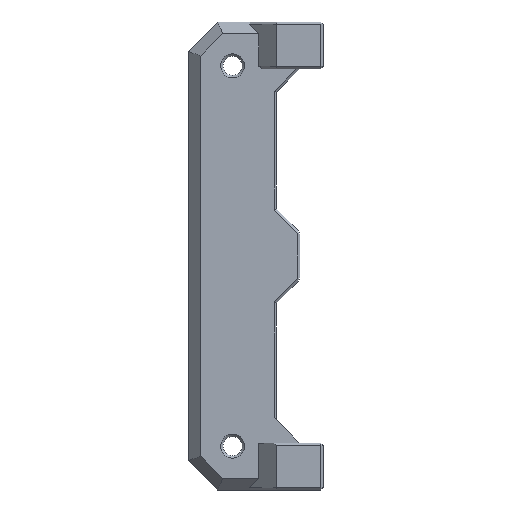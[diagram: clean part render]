
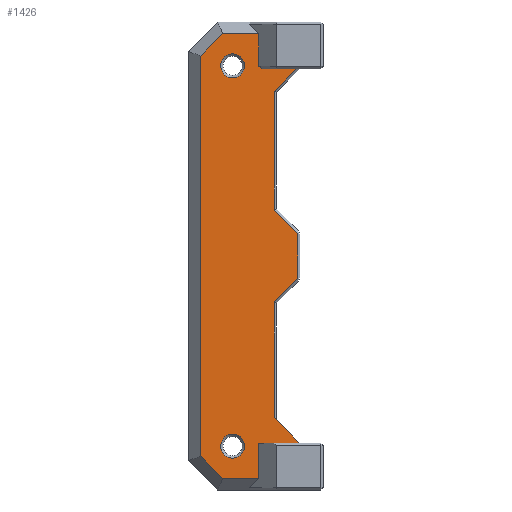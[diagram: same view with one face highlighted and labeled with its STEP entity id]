
A CAD part, front view. The second image highlights one B-rep face of the part: STEP entity #1426.
In plain terms, the highlighted planar face has unit normal (0, -1, 0).
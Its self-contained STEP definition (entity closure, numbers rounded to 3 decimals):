
#25=FACE_BOUND('',#137,.T.);
#26=FACE_BOUND('',#138,.T.);
#31=CIRCLE('',#1529,2.05);
#32=CIRCLE('',#1530,2.05);
#48=FACE_OUTER_BOUND('',#136,.T.);
#136=EDGE_LOOP('',(#952,#953,#954,#955,#956,#957,#958,#959,#960,#961,#962,
#963,#964,#965,#966,#967,#968));
#137=EDGE_LOOP('',(#969));
#138=EDGE_LOOP('',(#970));
#228=LINE('',#2030,#419);
#238=LINE('',#2050,#429);
#241=LINE('',#2056,#432);
#242=LINE('',#2058,#433);
#243=LINE('',#2060,#434);
#244=LINE('',#2062,#435);
#245=LINE('',#2064,#436);
#246=LINE('',#2066,#437);
#247=LINE('',#2068,#438);
#248=LINE('',#2070,#439);
#249=LINE('',#2072,#440);
#250=LINE('',#2074,#441);
#251=LINE('',#2076,#442);
#252=LINE('',#2078,#443);
#253=LINE('',#2080,#444);
#254=LINE('',#2082,#445);
#255=LINE('',#2083,#446);
#419=VECTOR('',#1632,10.);
#429=VECTOR('',#1646,10.);
#432=VECTOR('',#1651,10.);
#433=VECTOR('',#1652,10.);
#434=VECTOR('',#1653,10.);
#435=VECTOR('',#1654,10.);
#436=VECTOR('',#1655,10.);
#437=VECTOR('',#1656,10.);
#438=VECTOR('',#1657,10.);
#439=VECTOR('',#1658,10.);
#440=VECTOR('',#1659,10.);
#441=VECTOR('',#1660,10.);
#442=VECTOR('',#1661,10.);
#443=VECTOR('',#1662,10.);
#444=VECTOR('',#1663,10.);
#445=VECTOR('',#1664,10.);
#446=VECTOR('',#1665,10.);
#610=VERTEX_POINT('',#2027);
#611=VERTEX_POINT('',#2029);
#619=VERTEX_POINT('',#2049);
#621=VERTEX_POINT('',#2055);
#622=VERTEX_POINT('',#2057);
#623=VERTEX_POINT('',#2059);
#624=VERTEX_POINT('',#2061);
#625=VERTEX_POINT('',#2063);
#626=VERTEX_POINT('',#2065);
#627=VERTEX_POINT('',#2067);
#628=VERTEX_POINT('',#2069);
#629=VERTEX_POINT('',#2071);
#630=VERTEX_POINT('',#2073);
#631=VERTEX_POINT('',#2075);
#632=VERTEX_POINT('',#2077);
#633=VERTEX_POINT('',#2079);
#634=VERTEX_POINT('',#2081);
#635=VERTEX_POINT('',#2084);
#636=VERTEX_POINT('',#2086);
#731=EDGE_CURVE('',#610,#611,#228,.T.);
#741=EDGE_CURVE('',#611,#619,#238,.T.);
#744=EDGE_CURVE('',#621,#610,#241,.T.);
#745=EDGE_CURVE('',#622,#621,#242,.T.);
#746=EDGE_CURVE('',#623,#622,#243,.T.);
#747=EDGE_CURVE('',#623,#624,#244,.T.);
#748=EDGE_CURVE('',#625,#624,#245,.F.);
#749=EDGE_CURVE('',#626,#625,#246,.T.);
#750=EDGE_CURVE('',#627,#626,#247,.T.);
#751=EDGE_CURVE('',#628,#627,#248,.T.);
#752=EDGE_CURVE('',#629,#628,#249,.T.);
#753=EDGE_CURVE('',#630,#629,#250,.T.);
#754=EDGE_CURVE('',#631,#630,#251,.T.);
#755=EDGE_CURVE('',#632,#631,#252,.T.);
#756=EDGE_CURVE('',#632,#633,#253,.T.);
#757=EDGE_CURVE('',#634,#633,#254,.T.);
#758=EDGE_CURVE('',#619,#634,#255,.T.);
#759=EDGE_CURVE('',#635,#635,#31,.T.);
#760=EDGE_CURVE('',#636,#636,#32,.T.);
#952=ORIENTED_EDGE('',*,*,#731,.F.);
#953=ORIENTED_EDGE('',*,*,#744,.F.);
#954=ORIENTED_EDGE('',*,*,#745,.F.);
#955=ORIENTED_EDGE('',*,*,#746,.F.);
#956=ORIENTED_EDGE('',*,*,#747,.T.);
#957=ORIENTED_EDGE('',*,*,#748,.F.);
#958=ORIENTED_EDGE('',*,*,#749,.F.);
#959=ORIENTED_EDGE('',*,*,#750,.F.);
#960=ORIENTED_EDGE('',*,*,#751,.F.);
#961=ORIENTED_EDGE('',*,*,#752,.F.);
#962=ORIENTED_EDGE('',*,*,#753,.F.);
#963=ORIENTED_EDGE('',*,*,#754,.F.);
#964=ORIENTED_EDGE('',*,*,#755,.F.);
#965=ORIENTED_EDGE('',*,*,#756,.T.);
#966=ORIENTED_EDGE('',*,*,#757,.F.);
#967=ORIENTED_EDGE('',*,*,#758,.F.);
#968=ORIENTED_EDGE('',*,*,#741,.F.);
#969=ORIENTED_EDGE('',*,*,#759,.F.);
#970=ORIENTED_EDGE('',*,*,#760,.F.);
#1348=PLANE('',#1528);
#1426=ADVANCED_FACE('',(#48,#25,#26),#1348,.T.);
#1528=AXIS2_PLACEMENT_3D('',#2054,#1649,#1650);
#1529=AXIS2_PLACEMENT_3D('',#2085,#1666,#1667);
#1530=AXIS2_PLACEMENT_3D('',#2087,#1668,#1669);
#1632=DIRECTION('',(0.,0.,-1.));
#1646=DIRECTION('',(-0.707,0.,-0.707));
#1649=DIRECTION('center_axis',(0.,-1.,0.));
#1650=DIRECTION('ref_axis',(1.,0.,0.));
#1651=DIRECTION('',(0.707,0.,-0.707));
#1652=DIRECTION('',(0.,0.,-1.));
#1653=DIRECTION('',(-0.707,0.,-0.707));
#1654=DIRECTION('',(-1.,0.,0.));
#1655=DIRECTION('',(-0.816,0.,0.577));
#1656=DIRECTION('',(0.,0.,-1.));
#1657=DIRECTION('',(1.,0.,0.));
#1658=DIRECTION('',(0.707,0.,0.707));
#1659=DIRECTION('',(0.,0.,1.));
#1660=DIRECTION('',(-0.707,0.,0.707));
#1661=DIRECTION('',(-1.,0.,0.));
#1662=DIRECTION('',(0.,0.,-1.));
#1663=DIRECTION('',(1.,0.,0.));
#1664=DIRECTION('',(0.707,0.,-0.707));
#1665=DIRECTION('',(0.,0.,-1.));
#1666=DIRECTION('center_axis',(0.,-1.,0.));
#1667=DIRECTION('ref_axis',(1.,0.,0.));
#1668=DIRECTION('center_axis',(0.,-1.,0.));
#1669=DIRECTION('ref_axis',(1.,0.,0.));
#2027=CARTESIAN_POINT('',(22.6,0.,43.834));
#2029=CARTESIAN_POINT('',(22.6,0.,36.166));
#2030=CARTESIAN_POINT('',(22.6,0.,22.));
#2049=CARTESIAN_POINT('',(18.6,0.,32.166));
#2050=CARTESIAN_POINT('',(6.967,0.,20.533));
#2054=CARTESIAN_POINT('Origin',(0.,0.,0.));
#2055=CARTESIAN_POINT('',(18.6,0.,47.834));
#2056=CARTESIAN_POINT('',(26.967,0.,39.467));
#2057=CARTESIAN_POINT('',(18.6,0.,68.166));
#2058=CARTESIAN_POINT('',(18.6,0.,0.));
#2059=CARTESIAN_POINT('',(22.434,0.,72.));
#2060=CARTESIAN_POINT('',(-2.033,0.,47.533));
#2061=CARTESIAN_POINT('',(16.566,0.,72.));
#2062=CARTESIAN_POINT('',(9.5,0.,72.));
#2063=CARTESIAN_POINT('',(16.,0.,72.4));
#2064=CARTESIAN_POINT('',(28.326,0.,63.684));
#2065=CARTESIAN_POINT('',(16.,0.,78.));
#2066=CARTESIAN_POINT('',(16.,0.,40.));
#2067=CARTESIAN_POINT('',(9.828,0.,78.));
#2068=CARTESIAN_POINT('',(4.75,0.,78.));
#2069=CARTESIAN_POINT('',(6.,0.,74.172));
#2070=CARTESIAN_POINT('',(-13.086,0.,55.086));
#2071=CARTESIAN_POINT('',(6.,0.,5.828));
#2072=CARTESIAN_POINT('',(6.,0.,0.));
#2073=CARTESIAN_POINT('',(9.828,0.,2.));
#2074=CARTESIAN_POINT('',(6.914,0.,4.914));
#2075=CARTESIAN_POINT('',(16.,0.,2.));
#2076=CARTESIAN_POINT('',(4.75,0.,2.));
#2077=CARTESIAN_POINT('',(16.,0.,8.));
#2078=CARTESIAN_POINT('',(16.,0.,4.));
#2079=CARTESIAN_POINT('',(23.,0.,8.));
#2080=CARTESIAN_POINT('',(9.5,0.,8.));
#2081=CARTESIAN_POINT('',(18.6,0.,12.4));
#2082=CARTESIAN_POINT('',(18.25,0.,12.75));
#2083=CARTESIAN_POINT('',(18.6,0.,0.));
#2084=CARTESIAN_POINT('',(9.45,0.,7.5));
#2085=CARTESIAN_POINT('Origin',(11.5,0.,7.5));
#2086=CARTESIAN_POINT('',(9.45,0.,72.5));
#2087=CARTESIAN_POINT('Origin',(11.5,0.,72.5));
